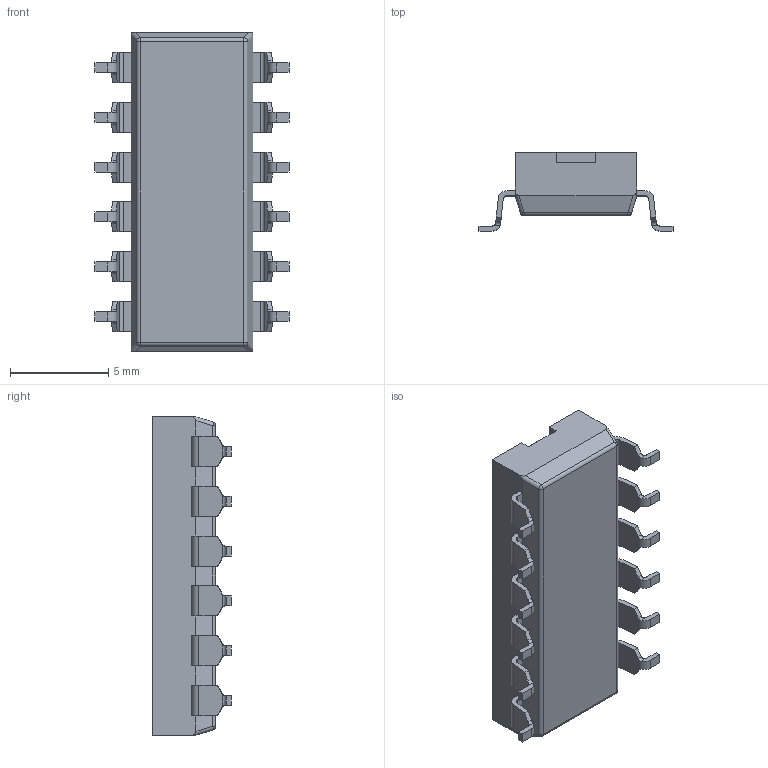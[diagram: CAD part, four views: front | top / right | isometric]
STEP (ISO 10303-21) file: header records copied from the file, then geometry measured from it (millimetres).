
FILE_DESCRIPTION (( 'STEP AP214' ), '1' );
FILE_NAME ('CUI_DEVICES_DS04-254-2-06BK-SMT.step', '2020-04-22T21:33:37', ( '' ), ( '' ), 'SwSTEP 2.0', 'SolidWorks 2020', '' );
FILE_SCHEMA (( 'AUTOMOTIVE_DESIGN' ));
Length unit declared in the file: inch
Products named in the file (1): CUI_DEVICES_DS04-254-2-06BK-SMT
Bounding box: 9.9 x 4 x 16.24 mm (x, y, z)
Volume: 315.1 mm3; surface area: 531.6 mm2
Topology: 19 solids, 19 shells, 565 faces, 1526 edges, 1001 vertices
Faces by surface type: plane 404, cylinder 157, sphere 4
Entity records: 21804 total; most frequent: CARTESIAN_POINT 3448, ORIENTED_EDGE 3044, DIRECTION 2886, EDGE_CURVE 1522, LINE 1154, VECTOR 1154, VERTEX_POINT 1001, AXIS2_PLACEMENT_3D 866
